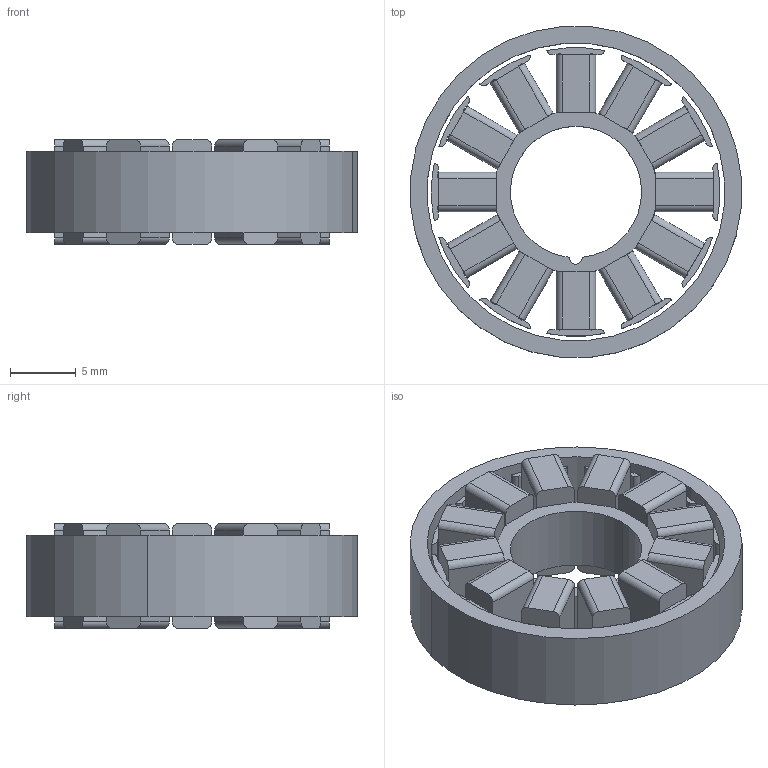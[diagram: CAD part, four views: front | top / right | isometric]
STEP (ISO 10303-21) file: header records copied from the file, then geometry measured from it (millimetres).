
FILE_DESCRIPTION (( 'STEP AP214' ), '1' );
FILE_NAME ('PM2205ÎÞ¿ò.STEP', '2020-08-18T03:47:58', ( '' ), ( '' ), 'SwSTEP 2.0', 'SolidWorks 2015', '' );
FILE_SCHEMA (( 'AUTOMOTIVE_DESIGN' ));
Length unit declared in the file: millimetre
Products named in the file (3): PM2205蛌赽; PM2205隅赽; PM2205拸遺
Assembly tree (2 placements, depth 2):
  PM2205拸遺
    PM2205隅赽
    PM2205蛌赽
Bounding box: 25.22 x 25.22 x 8 mm (x, y, z)
Volume: 2173.5 mm3; surface area: 3290.6 mm2
Topology: 2 solids, 2 shells, 275 faces, 741 edges, 494 vertices
Faces by surface type: cylinder 175, plane 100
Entity records: 11862 total; most frequent: DIRECTION 1651, CARTESIAN_POINT 1515, ORIENTED_EDGE 1482, EDGE_CURVE 741, AXIS2_PLACEMENT_3D 630, VERTEX_POINT 494, VECTOR 391, LINE 391
